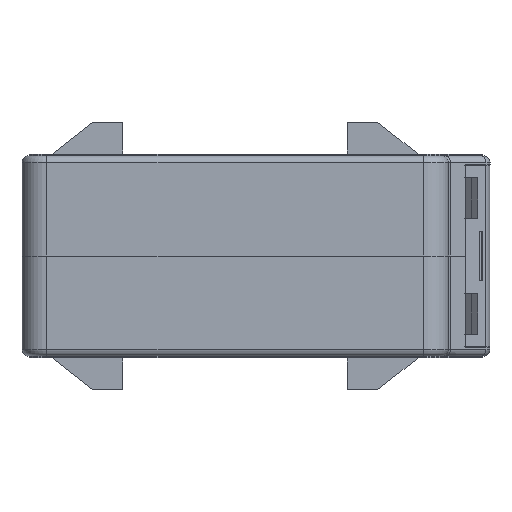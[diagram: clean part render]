
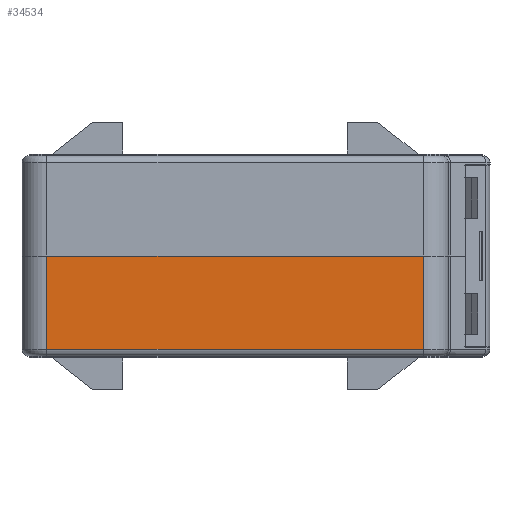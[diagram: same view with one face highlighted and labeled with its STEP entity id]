
A CAD part, front view. The second image highlights one B-rep face of the part: STEP entity #34534.
In plain terms, the highlighted planar face has unit normal (0, -1, 0).
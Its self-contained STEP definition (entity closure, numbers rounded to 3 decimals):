
#694 = CARTESIAN_POINT ( 'NONE',  ( 53.25, -76.25, 28.3 ) ) ;
#808 = ORIENTED_EDGE ( 'NONE', *, *, #41211, .F. ) ;
#2691 = ORIENTED_EDGE ( 'NONE', *, *, #35137, .T. ) ;
#3483 = CARTESIAN_POINT ( 'NONE',  ( -53.25, -76.25, 2. ) ) ;
#3581 = ORIENTED_EDGE ( 'NONE', *, *, #17633, .T. ) ;
#6947 = LINE ( 'NONE', #20788, #19462 ) ;
#7901 = CARTESIAN_POINT ( 'NONE',  ( 0., -76.25, 2. ) ) ;
#7903 = EDGE_LOOP ( 'NONE', ( #3581, #2691, #808, #8441 ) ) ;
#8441 = ORIENTED_EDGE ( 'NONE', *, *, #16494, .F. ) ;
#10287 = LINE ( 'NONE', #20174, #16088 ) ;
#11513 = DIRECTION ( 'NONE',  ( 0., 1., 0. ) ) ;
#13055 = VECTOR ( 'NONE', #26817, 1000. ) ;
#16088 = VECTOR ( 'NONE', #17094, 1000. ) ;
#16494 = EDGE_CURVE ( 'NONE', #32214, #42270, #6947, .T. ) ;
#17094 = DIRECTION ( 'NONE',  ( 0., 0., -1. ) ) ;
#17633 = EDGE_CURVE ( 'NONE', #32214, #42101, #20851, .T. ) ;
#19462 = VECTOR ( 'NONE', #31156, 1000. ) ;
#20174 = CARTESIAN_POINT ( 'NONE',  ( 53.25, -76.25, 2. ) ) ;
#20326 = AXIS2_PLACEMENT_3D ( 'NONE', #31342, #11513, #24487 ) ;
#20757 = CARTESIAN_POINT ( 'NONE',  ( -53.25, -76.25, 28.3 ) ) ;
#20788 = CARTESIAN_POINT ( 'NONE',  ( 0., -76.25, 28.3 ) ) ;
#20851 = LINE ( 'NONE', #3483, #13055 ) ;
#24487 = DIRECTION ( 'NONE',  ( 0., 0., 1. ) ) ;
#25277 = VECTOR ( 'NONE', #40914, 1000. ) ;
#26817 = DIRECTION ( 'NONE',  ( 0., 0., -1. ) ) ;
#31156 = DIRECTION ( 'NONE',  ( 1., 0., 0. ) ) ;
#31342 = CARTESIAN_POINT ( 'NONE',  ( 0., -76.25, 2. ) ) ;
#32096 = VERTEX_POINT ( 'NONE', #39262 ) ;
#32214 = VERTEX_POINT ( 'NONE', #20757 ) ;
#34534 = ADVANCED_FACE ( 'NONE', ( #41227 ), #37932, .F. ) ;
#35137 = EDGE_CURVE ( 'NONE', #42101, #32096, #38044, .T. ) ;
#37932 = PLANE ( 'NONE',  #20326 ) ;
#38044 = LINE ( 'NONE', #7901, #25277 ) ;
#39262 = CARTESIAN_POINT ( 'NONE',  ( 53.25, -76.25, 2. ) ) ;
#39431 = CARTESIAN_POINT ( 'NONE',  ( -53.25, -76.25, 2. ) ) ;
#40914 = DIRECTION ( 'NONE',  ( 1., 0., 0. ) ) ;
#41211 = EDGE_CURVE ( 'NONE', #42270, #32096, #10287, .T. ) ;
#41227 = FACE_OUTER_BOUND ( 'NONE', #7903, .T. ) ;
#42101 = VERTEX_POINT ( 'NONE', #39431 ) ;
#42270 = VERTEX_POINT ( 'NONE', #694 ) ;
